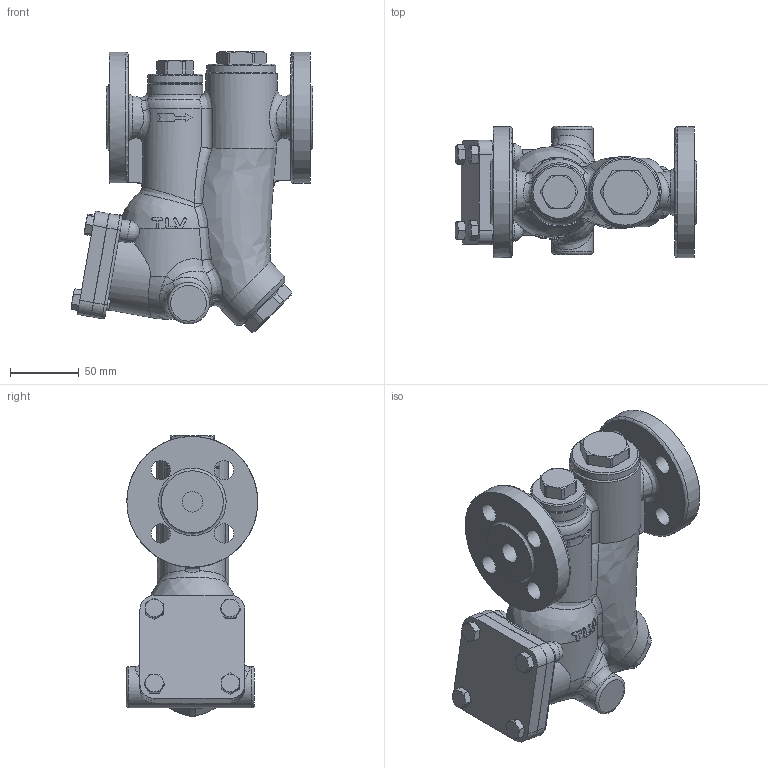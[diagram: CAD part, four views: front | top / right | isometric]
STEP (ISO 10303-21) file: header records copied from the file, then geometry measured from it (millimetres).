
FILE_DESCRIPTION((''),'2;1');
FILE_NAME('sj3nx-015-e0025-00.stp','2011-02-25T07:55:48',('nakaot'),(''),'Autodesk Inventor 2008','Autodesk Inventor 2008','');
FILE_SCHEMA(('AUTOMOTIVE_DESIGN { 1 0 10303 214 1 1 1 1 }'));
Length unit declared in the file: millimetre
Products named in the file (1): sj3nx-015-e0025-00
Bounding box: 175.58 x 95.5 x 203.7 mm (x, y, z)
Volume: 1215894.1 mm3; surface area: 131429 mm2
Topology: 1 solids, 1 shells, 321 faces, 834 edges, 534 vertices
Faces by surface type: plane 112, bspline 80, cylinder 73, cone 45, torus 10, sphere 1
Full cylindrical faces by diameter (mm): 8 x6, 15 x2, 16 x1, 25 x1, 30 x1, 40 x2, 48 x1, 50 x2, 52 x1, 95 x2
Entity records: 17390 total; most frequent: CARTESIAN_POINT 10422, ORIENTED_EDGE 1528, DIRECTION 1278, EDGE_CURVE 764, AXIS2_PLACEMENT_3D 534, VERTEX_POINT 508, EDGE_LOOP 414, FACE_OUTER_BOUND 321
